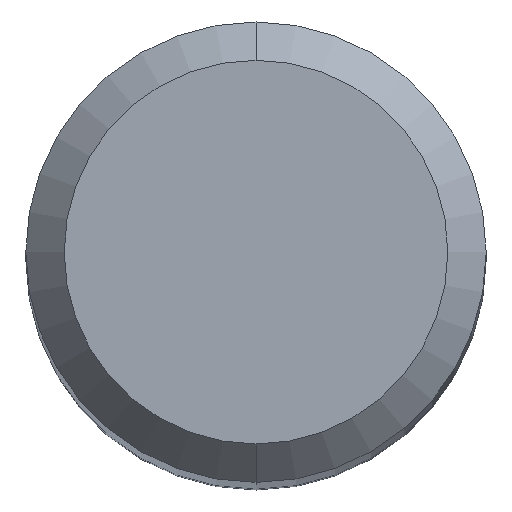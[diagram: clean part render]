
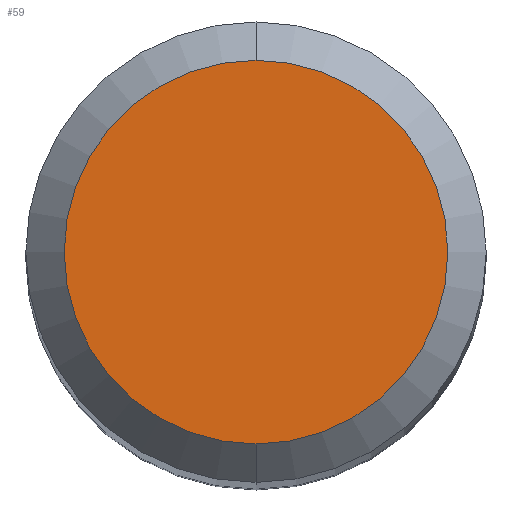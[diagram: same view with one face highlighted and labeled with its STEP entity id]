
A CAD part, top view. The second image highlights one B-rep face of the part: STEP entity #59.
In plain terms, the highlighted planar face has unit normal (0, 0, 1).
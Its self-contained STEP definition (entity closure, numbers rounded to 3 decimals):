
#48=PLANE('',#291);
#59=ADVANCED_FACE('',(#74),#48,.F.);
#74=FACE_OUTER_BOUND('',#85,.T.);
#85=EDGE_LOOP('',(#120,#121));
#120=ORIENTED_EDGE('',*,*,#150,.F.);
#121=ORIENTED_EDGE('',*,*,#148,.F.);
#131=VERTEX_POINT('',#419);
#132=VERTEX_POINT('',#421);
#148=EDGE_CURVE('',#131,#132,#162,.T.);
#150=EDGE_CURVE('',#132,#131,#163,.T.);
#162=CIRCLE('',#287,2.5);
#163=CIRCLE('',#289,2.5);
#287=AXIS2_PLACEMENT_3D('',#420,#360,#361);
#289=AXIS2_PLACEMENT_3D('',#424,#365,#366);
#291=AXIS2_PLACEMENT_3D('',#426,#369,#370);
#360=DIRECTION('',(0.,0.,-1.));
#361=DIRECTION('',(0.,-1.,0.));
#365=DIRECTION('',(0.,0.,-1.));
#366=DIRECTION('',(0.,1.,0.));
#369=DIRECTION('',(0.,0.,-1.));
#370=DIRECTION('',(0.,1.,0.));
#419=CARTESIAN_POINT('',(0.,-2.5,60.));
#420=CARTESIAN_POINT('',(0.,0.,60.));
#421=CARTESIAN_POINT('',(0.,2.5,60.));
#424=CARTESIAN_POINT('',(0.,0.,60.));
#426=CARTESIAN_POINT('',(0.,0.,60.));
